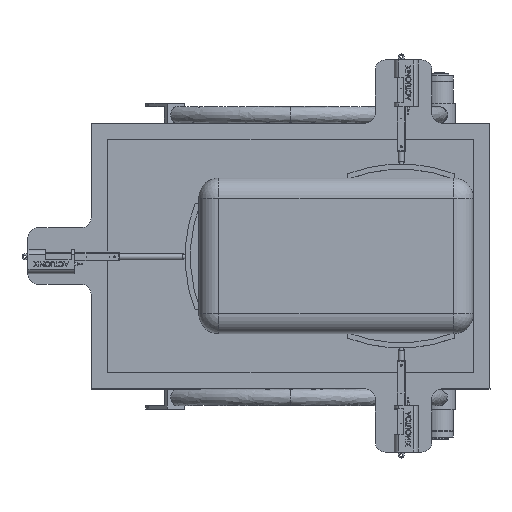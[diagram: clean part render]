
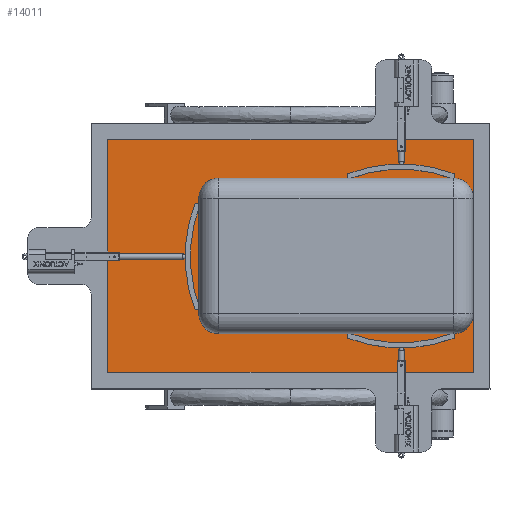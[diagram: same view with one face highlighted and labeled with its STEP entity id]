
A CAD part, top view. The second image highlights one B-rep face of the part: STEP entity #14011.
In plain terms, the highlighted face is planar.
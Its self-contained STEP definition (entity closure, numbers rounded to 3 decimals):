
#1420=PLANE('',#15096);
#2185=FACE_OUTER_BOUND('',#3093,.T.);
#3093=EDGE_LOOP('',(#12796,#12797,#12798,#12799,#12800,#12801,#12802,#12803,
#12804,#12805,#12806,#12807,#12808,#12809,#12810,#12811));
#4280=LINE('',#31440,#5529);
#4281=LINE('',#31442,#5530);
#4282=LINE('',#31444,#5531);
#4283=LINE('',#31446,#5532);
#4284=LINE('',#31448,#5533);
#4285=LINE('',#31450,#5534);
#4286=LINE('',#31452,#5535);
#4287=LINE('',#31454,#5536);
#4288=LINE('',#31456,#5537);
#4289=LINE('',#31458,#5538);
#4290=LINE('',#31460,#5539);
#4291=LINE('',#31462,#5540);
#4292=LINE('',#31464,#5541);
#4293=LINE('',#31466,#5542);
#4294=LINE('',#31468,#5543);
#4295=LINE('',#31469,#5544);
#5529=VECTOR('',#18322,10.);
#5530=VECTOR('',#18323,10.);
#5531=VECTOR('',#18324,10.);
#5532=VECTOR('',#18325,10.);
#5533=VECTOR('',#18326,10.);
#5534=VECTOR('',#18327,10.);
#5535=VECTOR('',#18328,10.);
#5536=VECTOR('',#18329,10.);
#5537=VECTOR('',#18330,10.);
#5538=VECTOR('',#18331,10.);
#5539=VECTOR('',#18332,10.);
#5540=VECTOR('',#18333,10.);
#5541=VECTOR('',#18334,10.);
#5542=VECTOR('',#18335,10.);
#5543=VECTOR('',#18336,10.);
#5544=VECTOR('',#18337,10.);
#7195=VERTEX_POINT('',#31438);
#7196=VERTEX_POINT('',#31439);
#7197=VERTEX_POINT('',#31441);
#7198=VERTEX_POINT('',#31443);
#7199=VERTEX_POINT('',#31445);
#7200=VERTEX_POINT('',#31447);
#7201=VERTEX_POINT('',#31449);
#7202=VERTEX_POINT('',#31451);
#7203=VERTEX_POINT('',#31453);
#7204=VERTEX_POINT('',#31455);
#7205=VERTEX_POINT('',#31457);
#7206=VERTEX_POINT('',#31459);
#7207=VERTEX_POINT('',#31461);
#7208=VERTEX_POINT('',#31463);
#7209=VERTEX_POINT('',#31465);
#7210=VERTEX_POINT('',#31467);
#9080=EDGE_CURVE('',#7195,#7196,#4280,.T.);
#9081=EDGE_CURVE('',#7197,#7196,#4281,.T.);
#9082=EDGE_CURVE('',#7197,#7198,#4282,.T.);
#9083=EDGE_CURVE('',#7198,#7199,#4283,.T.);
#9084=EDGE_CURVE('',#7200,#7199,#4284,.T.);
#9085=EDGE_CURVE('',#7201,#7200,#4285,.T.);
#9086=EDGE_CURVE('',#7201,#7202,#4286,.T.);
#9087=EDGE_CURVE('',#7202,#7203,#4287,.T.);
#9088=EDGE_CURVE('',#7204,#7203,#4288,.T.);
#9089=EDGE_CURVE('',#7205,#7204,#4289,.T.);
#9090=EDGE_CURVE('',#7205,#7206,#4290,.T.);
#9091=EDGE_CURVE('',#7207,#7206,#4291,.T.);
#9092=EDGE_CURVE('',#7208,#7207,#4292,.T.);
#9093=EDGE_CURVE('',#7209,#7208,#4293,.T.);
#9094=EDGE_CURVE('',#7209,#7210,#4294,.T.);
#9095=EDGE_CURVE('',#7195,#7210,#4295,.T.);
#12796=ORIENTED_EDGE('',*,*,#9080,.T.);
#12797=ORIENTED_EDGE('',*,*,#9081,.F.);
#12798=ORIENTED_EDGE('',*,*,#9082,.T.);
#12799=ORIENTED_EDGE('',*,*,#9083,.T.);
#12800=ORIENTED_EDGE('',*,*,#9084,.F.);
#12801=ORIENTED_EDGE('',*,*,#9085,.F.);
#12802=ORIENTED_EDGE('',*,*,#9086,.T.);
#12803=ORIENTED_EDGE('',*,*,#9087,.T.);
#12804=ORIENTED_EDGE('',*,*,#9088,.F.);
#12805=ORIENTED_EDGE('',*,*,#9089,.F.);
#12806=ORIENTED_EDGE('',*,*,#9090,.T.);
#12807=ORIENTED_EDGE('',*,*,#9091,.F.);
#12808=ORIENTED_EDGE('',*,*,#9092,.F.);
#12809=ORIENTED_EDGE('',*,*,#9093,.F.);
#12810=ORIENTED_EDGE('',*,*,#9094,.T.);
#12811=ORIENTED_EDGE('',*,*,#9095,.F.);
#14011=ADVANCED_FACE('',(#2185),#1420,.F.);
#15096=AXIS2_PLACEMENT_3D('',#31437,#18320,#18321);
#18320=DIRECTION('center_axis',(0.,-1.,0.));
#18321=DIRECTION('ref_axis',(-1.,0.,0.));
#18322=DIRECTION('',(0.,0.,1.));
#18323=DIRECTION('',(-1.,0.,0.));
#18324=DIRECTION('',(0.,0.,-1.));
#18325=DIRECTION('',(1.,0.,0.));
#18326=DIRECTION('',(0.,0.,-1.));
#18327=DIRECTION('',(-1.,0.,0.));
#18328=DIRECTION('',(0.,0.,-1.));
#18329=DIRECTION('',(1.,0.,0.));
#18330=DIRECTION('',(0.,0.,1.));
#18331=DIRECTION('',(1.,0.,0.));
#18332=DIRECTION('',(0.,0.,-1.));
#18333=DIRECTION('',(1.,0.,0.));
#18334=DIRECTION('',(0.,0.,-1.));
#18335=DIRECTION('',(1.,0.,0.));
#18336=DIRECTION('',(0.,0.,-1.));
#18337=DIRECTION('',(1.,0.,0.));
#31437=CARTESIAN_POINT('Origin',(-160.,20.,0.));
#31438=CARTESIAN_POINT('',(-375.,20.,-400.));
#31439=CARTESIAN_POINT('',(-375.,20.,0.));
#31440=CARTESIAN_POINT('',(-375.,20.,0.));
#31441=CARTESIAN_POINT('',(-160.,20.,0.));
#31442=CARTESIAN_POINT('',(-130.,20.,0.));
#31443=CARTESIAN_POINT('',(-160.,20.,-20.));
#31444=CARTESIAN_POINT('',(-160.,20.,0.));
#31445=CARTESIAN_POINT('',(-40.,20.,-20.));
#31446=CARTESIAN_POINT('',(-400.,20.,-20.));
#31447=CARTESIAN_POINT('',(-40.,20.,0.));
#31448=CARTESIAN_POINT('',(-40.,20.,0.));
#31449=CARTESIAN_POINT('',(180.,20.,0.));
#31450=CARTESIAN_POINT('',(40.,20.,0.));
#31451=CARTESIAN_POINT('',(180.,20.,-20.));
#31452=CARTESIAN_POINT('',(180.,20.,0.));
#31453=CARTESIAN_POINT('',(200.,20.,-20.));
#31454=CARTESIAN_POINT('',(-400.,20.,-20.));
#31455=CARTESIAN_POINT('',(200.,20.,-380.));
#31456=CARTESIAN_POINT('',(200.,20.,-110.));
#31457=CARTESIAN_POINT('',(180.,20.,-380.));
#31458=CARTESIAN_POINT('',(-400.,20.,-380.));
#31459=CARTESIAN_POINT('',(180.,20.,-400.));
#31460=CARTESIAN_POINT('',(180.,20.,0.));
#31461=CARTESIAN_POINT('',(-40.,20.,-400.));
#31462=CARTESIAN_POINT('',(40.,20.,-400.));
#31463=CARTESIAN_POINT('',(-40.,20.,-380.));
#31464=CARTESIAN_POINT('',(-40.,20.,0.));
#31465=CARTESIAN_POINT('',(-160.,20.,-380.));
#31466=CARTESIAN_POINT('',(-400.,20.,-380.));
#31467=CARTESIAN_POINT('',(-160.,20.,-400.));
#31468=CARTESIAN_POINT('',(-160.,20.,0.));
#31469=CARTESIAN_POINT('',(-130.,20.,-400.));
